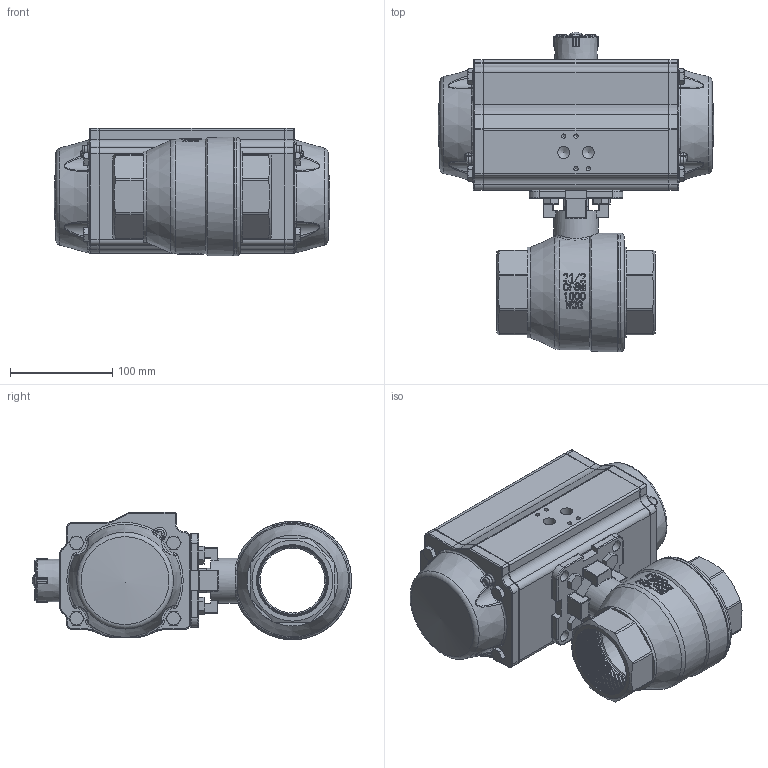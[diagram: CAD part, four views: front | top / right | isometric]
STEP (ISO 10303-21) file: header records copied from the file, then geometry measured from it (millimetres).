
FILE_DESCRIPTION(/* description */ ('Unknown'),/* implementation_level */ '2;1');
FILE_NAME(/* name */ 'FR05 9650-10',/* time_stamp */ '2022-10-24T11:09:54+02:00',/* author */ ('Unknown'),/* organization */ ('Unknown'),/* preprocessor_version */ 'ST-DEVELOPER v16.7',/* originating_system */ 'Solid Edge',/* authorisation */ 'Unknown');
FILE_SCHEMA (('AUTOMOTIVE_DESIGN {1 0 10303 214 3 1 1}'));
Products named in the file (15): DW70-8.650.065; DW06_FR05_(DW160_FR119); ____; ________(___________; _____________; ______; Deckel 1; hexagon head bolts--product grade c gb_GB_FASTENER_BOLT_HHBC M8X40-N; cup head nib bolts with large head gb_GB_FASTENER_BOLT_CHNBW M6X25-N; KP-100; Deckel 2; 8.650.065; Spindel_DN65; 2.5-1000WOG KV-L20  DN65____; M8x20
Assembly tree (26 placements, depth 4):
  DW70-8.650.065
    DW06_FR05_(DW160_FR119)
      ____
        ________(___________  x2
        _____________  x2
        ______
      Deckel 1
      hexagon head bolts--product grade c gb_GB_FASTENER_BOLT_HHBC M8X40-N  x8
      cup head nib bolts with large head gb_GB_FASTENER_BOLT_CHNBW M6X25-N
      KP-100
      Deckel 2
    8.650.065
      Spindel_DN65
      2.5-1000WOG KV-L20  DN65____
    M8x20  x4
Bounding box: 270.2 x 312.81 x 125 mm (x, y, z)
Volume: 4197838.4 mm3; surface area: 395039.8 mm2
Topology: 23 solids, 24 shells, 1586 faces, 4262 edges, 2775 vertices
Faces by surface type: plane 556, cylinder 452, bspline 265, cone 156, torus 136, sphere 21
Full cylindrical faces by diameter (mm): 2.6 x2, 3 x16, 3.3 x8, 4.2 x8, 4.66 x1, 5 x1, 6 x1, 6.2 x1, 6.8 x16, 8 x12, 8.5 x8, 11 x4, 11.8 x2, 24 x1, 24.6 x2, 26.8 x1, 37.2 x1, 38.5 x1, 44 x1, 48 x1, 63.5 x1, 66.522 x2, 89 x1, 116 x2
Entity records: 86868 total; most frequent: CARTESIAN_POINT 56408, ORIENTED_EDGE 6694, DIRECTION 5616, EDGE_CURVE 3347, VERTEX_POINT 2336, AXIS2_PLACEMENT_3D 2177, FACE_BOUND 1561, EDGE_LOOP 1536
